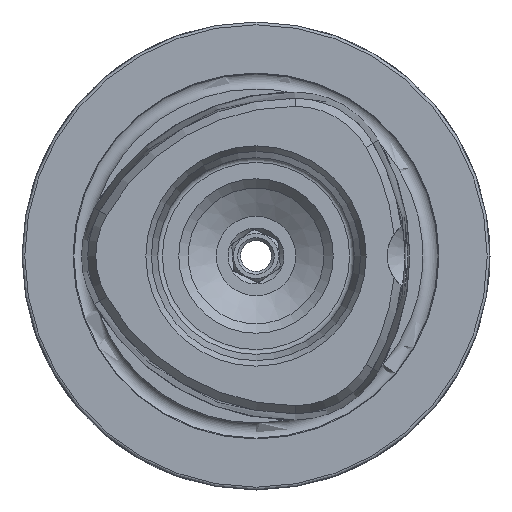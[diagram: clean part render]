
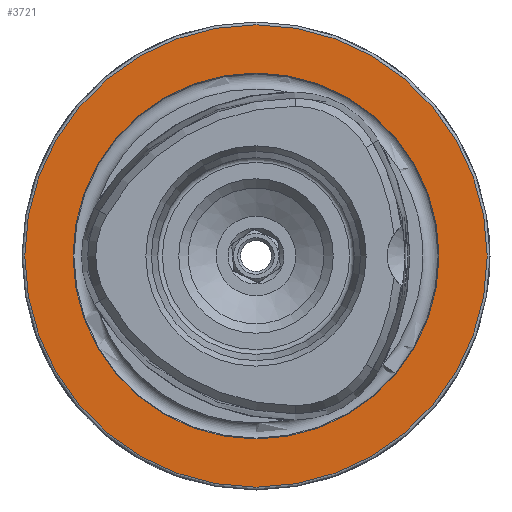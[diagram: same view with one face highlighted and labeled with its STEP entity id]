
A CAD part, left-side view. The second image highlights one B-rep face of the part: STEP entity #3721.
In plain terms, the highlighted planar face has unit normal (-1, 0, 0).
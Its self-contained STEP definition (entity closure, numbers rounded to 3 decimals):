
#1050 = EDGE_LOOP ( 'NONE', ( #6321 ) ) ;
#1086 = EDGE_CURVE ( 'NONE', #7894, #7894, #2848, .T. ) ;
#1278 = ORIENTED_EDGE ( 'NONE', *, *, #1648, .F. ) ;
#1459 = DIRECTION ( 'NONE',  ( 0., 0., 1. ) ) ;
#1648 = EDGE_CURVE ( 'NONE', #4807, #4807, #12844, .T. ) ;
#1841 = DIRECTION ( 'NONE',  ( 0., 0., -1. ) ) ;
#1889 = PLANE ( 'NONE',  #2556 ) ;
#2556 = AXIS2_PLACEMENT_3D ( 'NONE', #7103, #11171, #1841 ) ;
#2848 = CIRCLE ( 'NONE', #8167, 24.7 ) ;
#2876 = AXIS2_PLACEMENT_3D ( 'NONE', #8974, #6837, #1459 ) ;
#3721 = ADVANCED_FACE ( 'NONE', ( #9955, #4138 ), #1889, .F. ) ;
#3778 = CARTESIAN_POINT ( 'NONE',  ( 0., 0., 24.7 ) ) ;
#4138 = FACE_OUTER_BOUND ( 'NONE', #1050, .T. ) ;
#4215 = DIRECTION ( 'NONE',  ( 0., 0., 1. ) ) ;
#4807 = VERTEX_POINT ( 'NONE', #7172 ) ;
#6321 = ORIENTED_EDGE ( 'NONE', *, *, #1086, .T. ) ;
#6837 = DIRECTION ( 'NONE',  ( -1., 0., 0. ) ) ;
#7103 = CARTESIAN_POINT ( 'NONE',  ( 0., 19.55, 0. ) ) ;
#7172 = CARTESIAN_POINT ( 'NONE',  ( 0., 0., 19.55 ) ) ;
#7506 = DIRECTION ( 'NONE',  ( -1., 0., 0. ) ) ;
#7894 = VERTEX_POINT ( 'NONE', #3778 ) ;
#8167 = AXIS2_PLACEMENT_3D ( 'NONE', #10928, #7506, #4215 ) ;
#8974 = CARTESIAN_POINT ( 'NONE',  ( 0., 0., 0. ) ) ;
#9430 = EDGE_LOOP ( 'NONE', ( #1278 ) ) ;
#9955 = FACE_BOUND ( 'NONE', #9430, .T. ) ;
#10928 = CARTESIAN_POINT ( 'NONE',  ( 0., 0., 0. ) ) ;
#11171 = DIRECTION ( 'NONE',  ( 1., 0., 0. ) ) ;
#12844 = CIRCLE ( 'NONE', #2876, 19.55 ) ;
